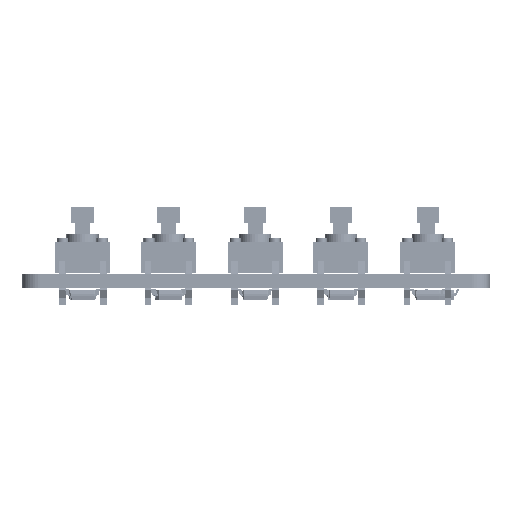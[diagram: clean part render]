
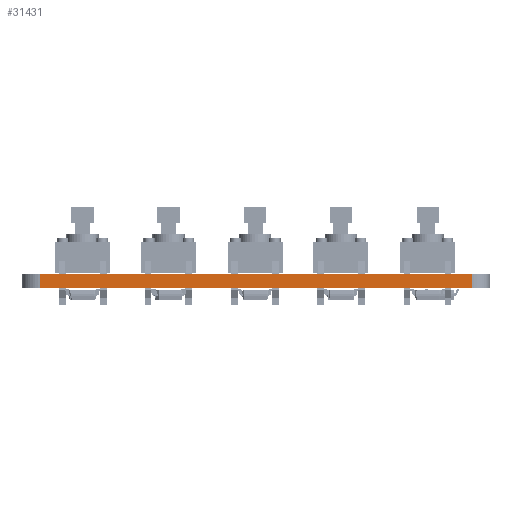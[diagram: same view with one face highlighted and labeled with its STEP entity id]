
A CAD part, left-side view. The second image highlights one B-rep face of the part: STEP entity #31431.
In plain terms, the highlighted planar face has unit normal (-1, 0, 0).
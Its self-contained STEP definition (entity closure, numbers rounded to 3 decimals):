
#10853 = PLANE('',#10854);
#10854 = AXIS2_PLACEMENT_3D('',#10855,#10856,#10857);
#10855 = CARTESIAN_POINT('',(93.121,-73.763,1.6));
#10856 = DIRECTION('',(-0.,-0.,-1.));
#10857 = DIRECTION('',(-1.,0.,0.));
#10907 = PLANE('',#10908);
#10908 = AXIS2_PLACEMENT_3D('',#10909,#10910,#10911);
#10909 = CARTESIAN_POINT('',(93.121,-73.763,0.));
#10910 = DIRECTION('',(-0.,-0.,-1.));
#10911 = DIRECTION('',(-1.,0.,0.));
#11940 = VERTEX_POINT('',#11941);
#11941 = CARTESIAN_POINT('',(19.871,-97.513,0.));
#11955 = PLANE('',#11956);
#11956 = AXIS2_PLACEMENT_3D('',#11957,#11958,#11959);
#11957 = CARTESIAN_POINT('',(19.891,-97.798,0.));
#11958 = DIRECTION('',(-0.997,-0.071,0.));
#11959 = DIRECTION('',(-0.071,0.997,0.));
#11967 = EDGE_CURVE('',#11940,#11968,#11970,.T.);
#11968 = VERTEX_POINT('',#11969);
#11969 = CARTESIAN_POINT('',(19.871,-50.013,0.));
#11970 = SURFACE_CURVE('',#11971,(#11975,#11982),.PCURVE_S1.);
#11971 = LINE('',#11972,#11973);
#11972 = CARTESIAN_POINT('',(19.871,-97.513,0.));
#11973 = VECTOR('',#11974,1.);
#11974 = DIRECTION('',(0.,1.,0.));
#11975 = PCURVE('',#10907,#11976);
#11976 = DEFINITIONAL_REPRESENTATION('',(#11977),#11981);
#11977 = LINE('',#11978,#11979);
#11978 = CARTESIAN_POINT('',(73.25,-23.75));
#11979 = VECTOR('',#11980,1.);
#11980 = DIRECTION('',(0.,1.));
#11981 = ( GEOMETRIC_REPRESENTATION_CONTEXT(2) 
PARAMETRIC_REPRESENTATION_CONTEXT() REPRESENTATION_CONTEXT('2D SPACE',''
  ) );
#11982 = PCURVE('',#11983,#11988);
#11983 = PLANE('',#11984);
#11984 = AXIS2_PLACEMENT_3D('',#11985,#11986,#11987);
#11985 = CARTESIAN_POINT('',(19.871,-97.513,0.));
#11986 = DIRECTION('',(-1.,0.,0.));
#11987 = DIRECTION('',(0.,1.,0.));
#11988 = DEFINITIONAL_REPRESENTATION('',(#11989),#11993);
#11989 = LINE('',#11990,#11991);
#11990 = CARTESIAN_POINT('',(0.,0.));
#11991 = VECTOR('',#11992,1.);
#11992 = DIRECTION('',(1.,0.));
#11993 = ( GEOMETRIC_REPRESENTATION_CONTEXT(2) 
PARAMETRIC_REPRESENTATION_CONTEXT() REPRESENTATION_CONTEXT('2D SPACE',''
  ) );
#12011 = PLANE('',#12012);
#12012 = AXIS2_PLACEMENT_3D('',#12013,#12014,#12015);
#12013 = CARTESIAN_POINT('',(19.871,-50.013,0.));
#12014 = DIRECTION('',(-0.997,0.071,0.));
#12015 = DIRECTION('',(0.071,0.997,0.));
#22424 = VERTEX_POINT('',#22425);
#22425 = CARTESIAN_POINT('',(19.871,-97.513,1.6));
#22446 = EDGE_CURVE('',#22424,#22447,#22449,.T.);
#22447 = VERTEX_POINT('',#22448);
#22448 = CARTESIAN_POINT('',(19.871,-50.013,1.6));
#22449 = SURFACE_CURVE('',#22450,(#22454,#22461),.PCURVE_S1.);
#22450 = LINE('',#22451,#22452);
#22451 = CARTESIAN_POINT('',(19.871,-97.513,1.6));
#22452 = VECTOR('',#22453,1.);
#22453 = DIRECTION('',(0.,1.,0.));
#22454 = PCURVE('',#10853,#22455);
#22455 = DEFINITIONAL_REPRESENTATION('',(#22456),#22460);
#22456 = LINE('',#22457,#22458);
#22457 = CARTESIAN_POINT('',(73.25,-23.75));
#22458 = VECTOR('',#22459,1.);
#22459 = DIRECTION('',(0.,1.));
#22460 = ( GEOMETRIC_REPRESENTATION_CONTEXT(2) 
PARAMETRIC_REPRESENTATION_CONTEXT() REPRESENTATION_CONTEXT('2D SPACE',''
  ) );
#22461 = PCURVE('',#11983,#22462);
#22462 = DEFINITIONAL_REPRESENTATION('',(#22463),#22467);
#22463 = LINE('',#22464,#22465);
#22464 = CARTESIAN_POINT('',(0.,-1.6));
#22465 = VECTOR('',#22466,1.);
#22466 = DIRECTION('',(1.,0.));
#22467 = ( GEOMETRIC_REPRESENTATION_CONTEXT(2) 
PARAMETRIC_REPRESENTATION_CONTEXT() REPRESENTATION_CONTEXT('2D SPACE',''
  ) );
#31381 = EDGE_CURVE('',#11968,#22447,#31382,.T.);
#31382 = SURFACE_CURVE('',#31383,(#31387,#31394),.PCURVE_S1.);
#31383 = LINE('',#31384,#31385);
#31384 = CARTESIAN_POINT('',(19.871,-50.013,0.));
#31385 = VECTOR('',#31386,1.);
#31386 = DIRECTION('',(0.,0.,1.));
#31387 = PCURVE('',#12011,#31388);
#31388 = DEFINITIONAL_REPRESENTATION('',(#31389),#31393);
#31389 = LINE('',#31390,#31391);
#31390 = CARTESIAN_POINT('',(0.,0.));
#31391 = VECTOR('',#31392,1.);
#31392 = DIRECTION('',(0.,-1.));
#31393 = ( GEOMETRIC_REPRESENTATION_CONTEXT(2) 
PARAMETRIC_REPRESENTATION_CONTEXT() REPRESENTATION_CONTEXT('2D SPACE',''
  ) );
#31394 = PCURVE('',#11983,#31395);
#31395 = DEFINITIONAL_REPRESENTATION('',(#31396),#31400);
#31396 = LINE('',#31397,#31398);
#31397 = CARTESIAN_POINT('',(47.5,0.));
#31398 = VECTOR('',#31399,1.);
#31399 = DIRECTION('',(0.,-1.));
#31400 = ( GEOMETRIC_REPRESENTATION_CONTEXT(2) 
PARAMETRIC_REPRESENTATION_CONTEXT() REPRESENTATION_CONTEXT('2D SPACE',''
  ) );
#31431 = ADVANCED_FACE('',(#31432),#11983,.T.);
#31432 = FACE_BOUND('',#31433,.T.);
#31433 = EDGE_LOOP('',(#31434,#31455,#31456,#31457));
#31434 = ORIENTED_EDGE('',*,*,#31435,.T.);
#31435 = EDGE_CURVE('',#11940,#22424,#31436,.T.);
#31436 = SURFACE_CURVE('',#31437,(#31441,#31448),.PCURVE_S1.);
#31437 = LINE('',#31438,#31439);
#31438 = CARTESIAN_POINT('',(19.871,-97.513,0.));
#31439 = VECTOR('',#31440,1.);
#31440 = DIRECTION('',(0.,0.,1.));
#31441 = PCURVE('',#11983,#31442);
#31442 = DEFINITIONAL_REPRESENTATION('',(#31443),#31447);
#31443 = LINE('',#31444,#31445);
#31444 = CARTESIAN_POINT('',(0.,0.));
#31445 = VECTOR('',#31446,1.);
#31446 = DIRECTION('',(0.,-1.));
#31447 = ( GEOMETRIC_REPRESENTATION_CONTEXT(2) 
PARAMETRIC_REPRESENTATION_CONTEXT() REPRESENTATION_CONTEXT('2D SPACE',''
  ) );
#31448 = PCURVE('',#11955,#31449);
#31449 = DEFINITIONAL_REPRESENTATION('',(#31450),#31454);
#31450 = LINE('',#31451,#31452);
#31451 = CARTESIAN_POINT('',(0.285,0.));
#31452 = VECTOR('',#31453,1.);
#31453 = DIRECTION('',(0.,-1.));
#31454 = ( GEOMETRIC_REPRESENTATION_CONTEXT(2) 
PARAMETRIC_REPRESENTATION_CONTEXT() REPRESENTATION_CONTEXT('2D SPACE',''
  ) );
#31455 = ORIENTED_EDGE('',*,*,#22446,.T.);
#31456 = ORIENTED_EDGE('',*,*,#31381,.F.);
#31457 = ORIENTED_EDGE('',*,*,#11967,.F.);
